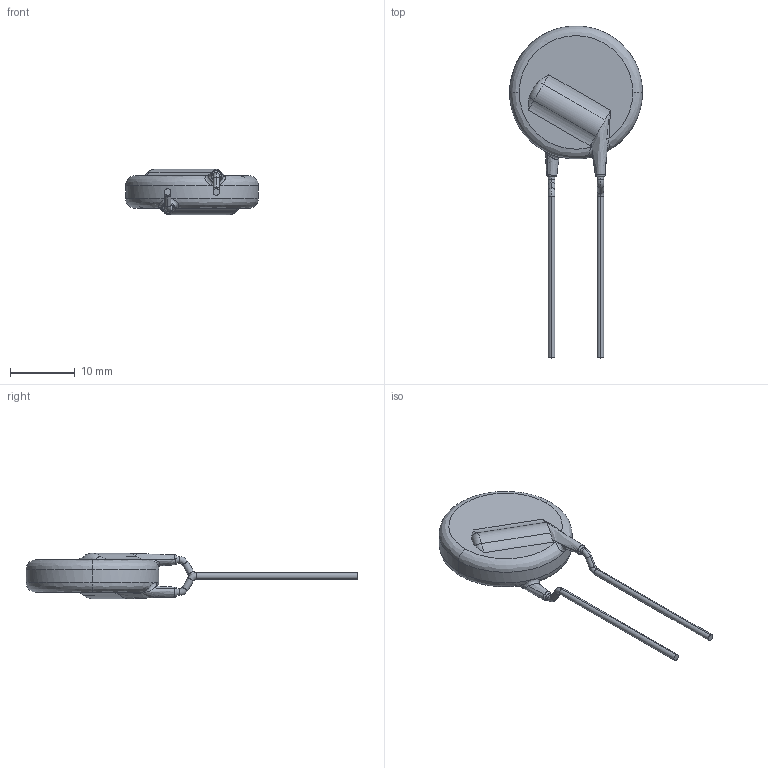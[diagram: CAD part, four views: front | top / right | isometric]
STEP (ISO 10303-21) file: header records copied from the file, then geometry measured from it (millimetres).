
FILE_DESCRIPTION (( 'STEP AP214' ), '1' );
FILE_NAME ('S364.STEP', '2020-04-16T08:25:34', ( '' ), ( '' ), 'SwSTEP 2.0', 'SolidWorks 2019', '' );
FILE_SCHEMA (( 'AUTOMOTIVE_DESIGN' ));
Length unit declared in the file: millimetre
Products named in the file (1): S364
Bounding box: 20.5 x 51.19 x 7 mm (x, y, z)
Volume: 1735.4 mm3; surface area: 1138.7 mm2
Topology: 1 solids, 1 shells, 61 faces, 153 edges, 94 vertices
Faces by surface type: cylinder 20, bspline 19, torus 14, plane 8
Entity records: 4430 total; most frequent: CARTESIAN_POINT 2723, ORIENTED_EDGE 302, DIRECTION 213, EDGE_CURVE 151, AXIS2_PLACEMENT_3D 94, VERTEX_POINT 93, B_SPLINE_CURVE_WITH_KNOTS 71, EDGE_LOOP 60
